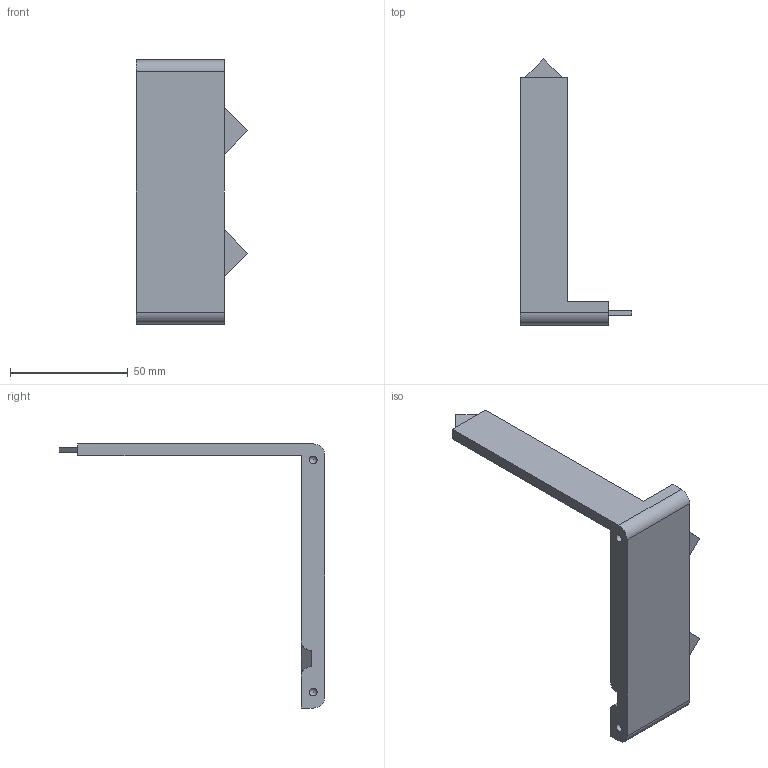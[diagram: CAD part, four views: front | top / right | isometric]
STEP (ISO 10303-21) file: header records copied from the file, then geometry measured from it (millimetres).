
FILE_DESCRIPTION(/* description */ ('STEP AP242','CAx-IF Rec.Pracs.---Representation and Presentation of Product Manufacturing Information (PMI)---4.0---2014-10-13','CAx-IF Rec.Pracs.---3D Tessellated Geometry---0.4---2014-09-14','2;1'),/* implementation_level */ '2;1');
FILE_NAME(/* name */ 'left',/* time_stamp */ '2025-10-08T01:31:00Z',/* author */ (''),/* organization */ (''),/* preprocessor_version */ 'ST-DEVELOPER v20');
FILE_SCHEMA (('AP242_MANAGED_MODEL_BASED_3D_ENGINEERING_MIM_LF { 1 0 10303 442 1 1 4 }'));
Length unit declared in the file: metre
Products named in the file (2): Switch Side
Assembly tree (1 placements, depth 2):
  Switch Side
    Switch Side
Bounding box: 47.5 x 112.8 x 112 mm (x, y, z)
Volume: 51187.4 mm3; surface area: 16810 mm2
Topology: 1 solids, 1 shells, 37 faces, 91 edges, 60 vertices
Faces by surface type: plane 29, cylinder 6, sphere 2
Full cylindrical faces by diameter (mm): 3.3 x2
Entity records: 1084 total; most frequent: CARTESIAN_POINT 182, DIRECTION 175, ORIENTED_EDGE 170, EDGE_CURVE 85, LINE 73, VECTOR 73, VERTEX_POINT 58, AXIS2_PLACEMENT_3D 51
